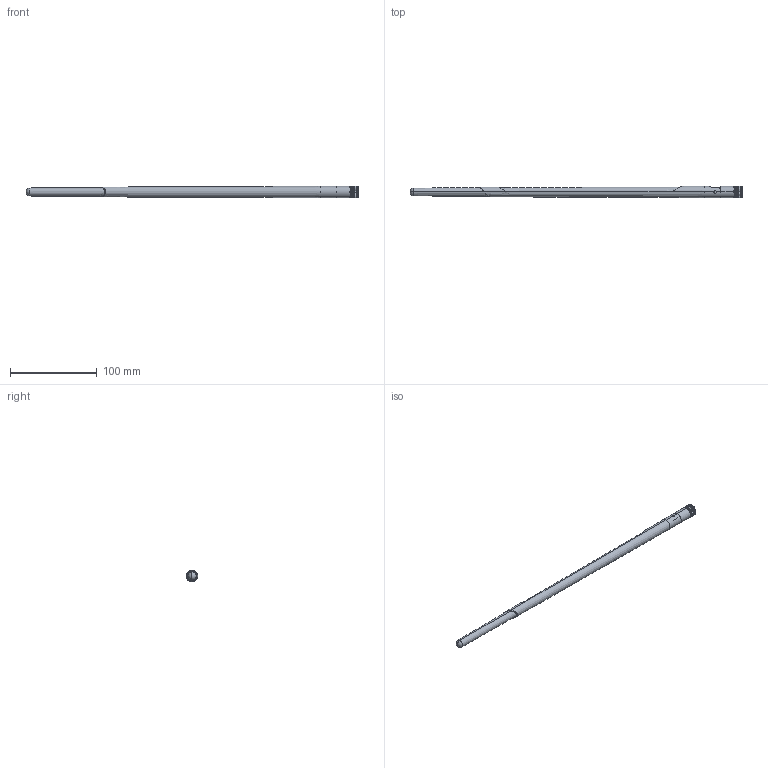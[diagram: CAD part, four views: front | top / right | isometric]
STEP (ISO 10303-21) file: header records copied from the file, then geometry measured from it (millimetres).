
FILE_DESCRIPTION (( 'STEP AP214' ), '1' );
FILE_NAME ('HG2409RD-SM.STEP', '2013-01-18T20:42:24', ( 'x' ), ( '' ), 'SwSTEP 2.0', 'SolidWorks 2012', '' );
FILE_SCHEMA (( 'AUTOMOTIVE_DESIGN' ));
Length unit declared in the file: inch
Products named in the file (3): HG2409RD-SM_SWIVEL; HG2409RD-SM_ANTENNA; HG2409RD-SM
Assembly tree (2 placements, depth 2):
  HG2409RD-SM
    HG2409RD-SM_ANTENNA
    HG2409RD-SM_SWIVEL
Bounding box: 382.7 x 13.23 x 13.23 mm (x, y, z)
Volume: 37745.8 mm3; surface area: 15543.4 mm2
Topology: 2 solids, 2 shells, 394 faces, 1060 edges, 682 vertices
Faces by surface type: cylinder 199, plane 157, cone 32, torus 6
Entity records: 17600 total; most frequent: CARTESIAN_POINT 2300, DIRECTION 2248, ORIENTED_EDGE 2112, EDGE_CURVE 1056, AXIS2_PLACEMENT_3D 808, VERTEX_POINT 682, LINE 632, VECTOR 632
